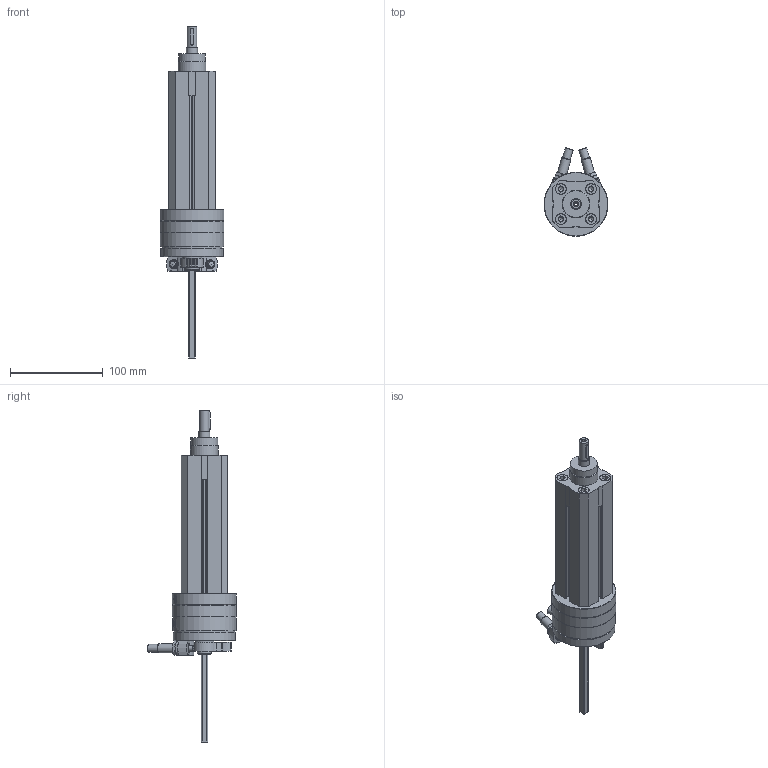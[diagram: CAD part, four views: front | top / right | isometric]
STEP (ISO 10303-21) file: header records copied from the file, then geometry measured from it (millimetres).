
FILE_DESCRIPTION(/* description */ ('STEP AP214'),/* implementation_level */ '2;1');
FILE_NAME(/* name */ '556448_DSL-20-80-270-CC-A-S20-B',/* time_stamp */ '2024-08-21T15:49:26+02:00',/* author */ ('License CC BY-ND 4.0'),/* organization */ ('CADENAS'),/* preprocessor_version */ 'ST-DEVELOPER v19.3',/* originating_system */ 'PARTsolutions',/* authorisation */ ' ');
FILE_SCHEMA (('AUTOMOTIVE_DESIGN {1 0 10303 214 3 1 1}'));
Length unit declared in the file: millimetre
Products named in the file (11): 556448 DSL-20-80-270-CC-A-S20-B---(0_0); 556448 DSL-20-80-270-CC-A-S20-B-80_bz; 704063 DSM-16-BR---(HZ); 548012 DYSC-7-5-Y1F---(SD_0); 342621 DSM-16_NS; DIN-912 - M4x18(F); 396998 YSRW M10X1-3.5-13; 704062 DSM-16-BL---(HZ); 556448 DSL-80_k; - DSL; Shim ring DIN 988 15x21x1.5
Assembly tree (16 placements, depth 2):
  556448 DSL-20-80-270-CC-A-S20-B---(0_0)
    556448 DSL-20-80-270-CC-A-S20-B-80_bz
    704063 DSM-16-BR---(HZ)
    548012 DYSC-7-5-Y1F---(SD_0)  x2
    342621 DSM-16_NS  x2
    DIN-912 - M4x18(F)  x2
    396998 YSRW M10X1-3.5-13  x4
    704062 DSM-16-BL---(HZ)
    556448 DSL-80_k
    - DSL
    Shim ring DIN 988 15x21x1.5
Bounding box: 69 x 95.73 x 358 mm (x, y, z)
Volume: 520089.8 mm3; surface area: 105380 mm2
Topology: 16 solids, 18 shells, 547 faces, 1318 edges, 832 vertices
Faces by surface type: plane 291, cylinder 163, cone 91, sphere 2
Full cylindrical faces by diameter (mm): 1 x2, 1.567 x2, 3 x4, 3.2 x1, 3.242 x2, 4 x2, 4.134 x6, 4.5 x2, 4.917 x4, 6 x4, 7 x2, 7.4 x2, 8.3 x4, 8.6 x2, 8.917 x6, 9.3 x1, 10 x3, 12 x6, 15 x3, 21 x1, 29 x2, 30 x1, 33.5 x1, 42.5 x1, 47 x1, 65 x1, 67 x1, 68.65 x1, 69 x2
Entity records: 12792 total; most frequent: CARTESIAN_POINT 2266, DIRECTION 2213, ORIENTED_EDGE 1906, EDGE_CURVE 953, AXIS2_PLACEMENT_3D 828, VERTEX_POINT 675, FACE_BOUND 620, EDGE_LOOP 613
